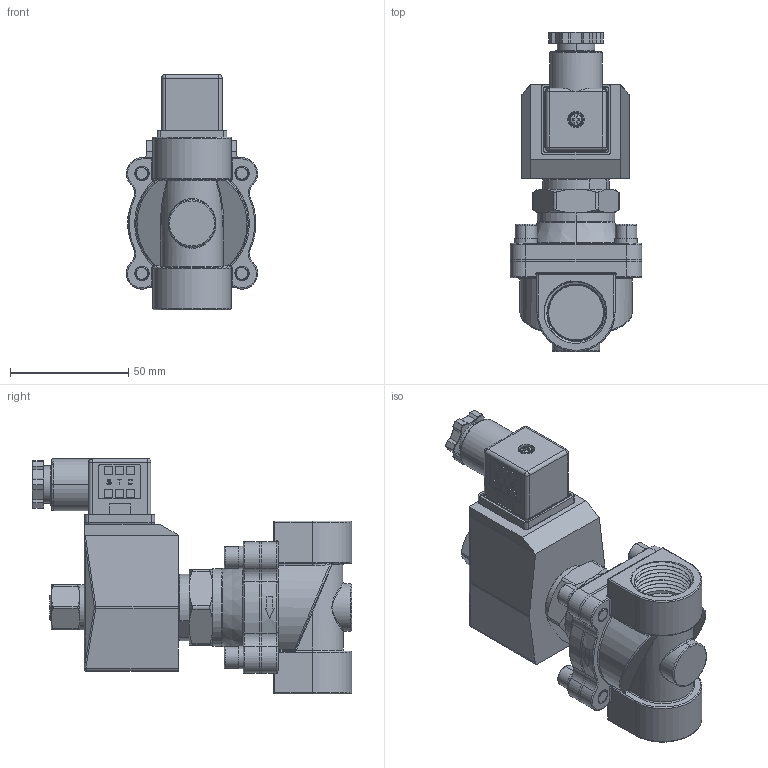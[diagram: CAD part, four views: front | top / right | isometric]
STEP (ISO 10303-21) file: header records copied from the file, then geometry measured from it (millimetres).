
FILE_DESCRIPTION (( 'STEP AP214' ), '1' );
FILE_NAME ('2WO200-3-4.STEP', '2018-11-08T19:52:06', ( '' ), ( '' ), 'SwSTEP 2.0', 'SolidWorks 2016', '' );
FILE_SCHEMA (( 'AUTOMOTIVE_DESIGN' ));
Length unit declared in the file: millimetre
Products named in the file (1): 2WO200-3-4
Bounding box: 55.48 x 134.81 x 99.55 mm (x, y, z)
Volume: 241120.3 mm3; surface area: 82801.6 mm2
Topology: 25 solids, 25 shells, 1665 faces, 4537 edges, 2957 vertices
Faces by surface type: cylinder 704, plane 637, bspline 108, cone 103, torus 80, sphere 33
Entity records: 124982 total; most frequent: CARTESIAN_POINT 67291, ORIENTED_EDGE 9032, DIRECTION 7009, EDGE_CURVE 4516, VERTEX_POINT 2954, AXIS2_PLACEMENT_3D 2384, VECTOR 2241, LINE 2241
